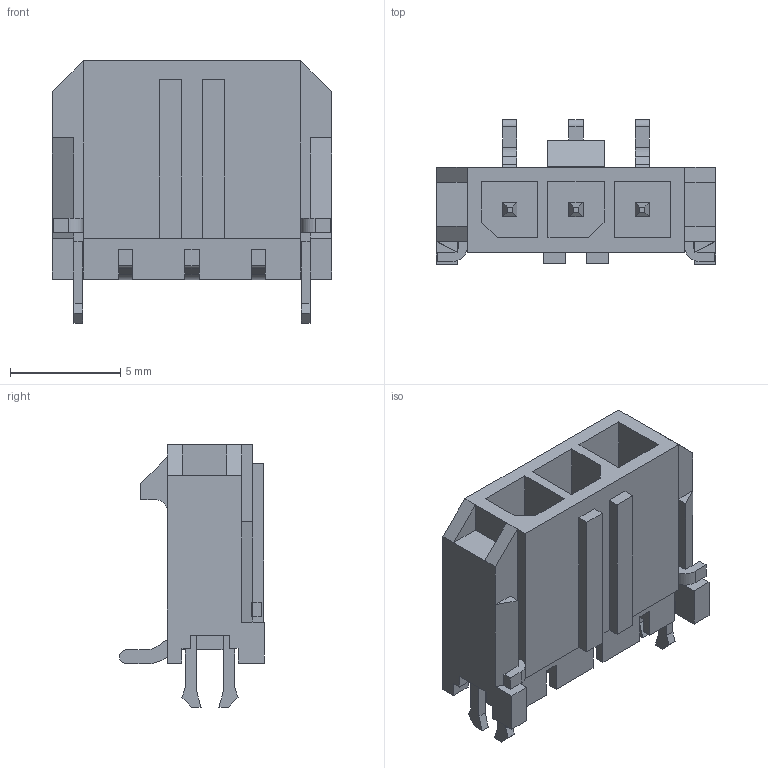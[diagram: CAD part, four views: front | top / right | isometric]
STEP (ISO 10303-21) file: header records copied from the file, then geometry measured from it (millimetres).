
FILE_DESCRIPTION((''),'2;1');
FILE_NAME('436500321','2020-10-20T',('me'),(''),'PRO/ENGINEER BY PARAMETRIC TECHNOLOGY CORPORATION, 2016010','PRO/ENGINEER BY PARAMETRIC TECHNOLOGY CORPORATION, 2016010','');
FILE_SCHEMA(('CONFIG_CONTROL_DESIGN'));
Length unit declared in the file: millimetre
Products named in the file (1): 436500321
Bounding box: 12.65 x 6.57 x 11.9 mm (x, y, z)
Volume: 321.7 mm3; surface area: 789.2 mm2
Topology: 2 solids, 2 shells, 287 faces, 808 edges, 528 vertices
Faces by surface type: plane 265, cylinder 22
Entity records: 9096 total; most frequent: CARTESIAN_POINT 1608, ORIENTED_EDGE 1584, DIRECTION 1444, EDGE_CURVE 792, VECTOR 748, LINE 748, VERTEX_POINT 512, AXIS2_PLACEMENT_3D 348
